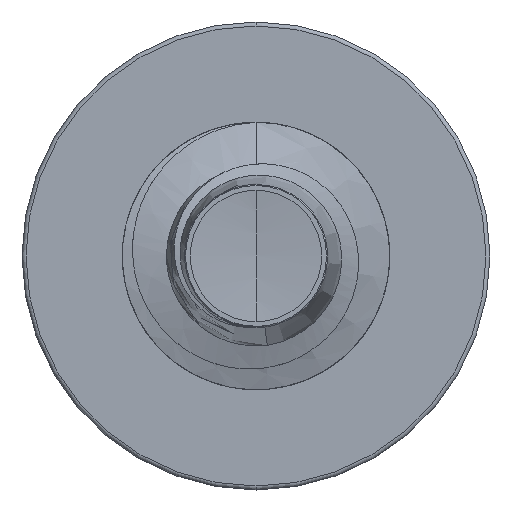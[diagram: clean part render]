
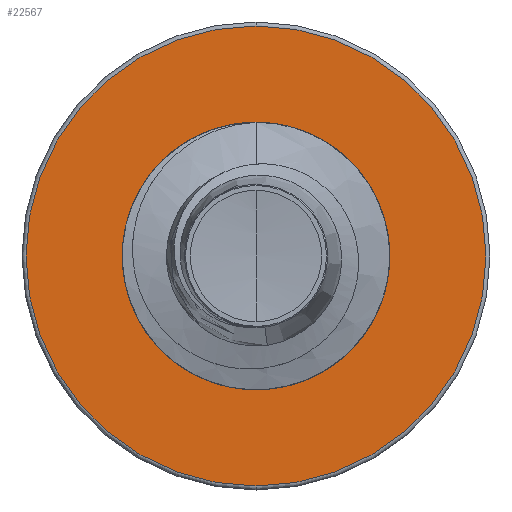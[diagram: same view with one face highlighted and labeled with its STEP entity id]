
A CAD part, front view. The second image highlights one B-rep face of the part: STEP entity #22567.
In plain terms, the highlighted planar face has unit normal (0, -1, 0).
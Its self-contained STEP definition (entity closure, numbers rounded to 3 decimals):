
#39 = EDGE_LOOP ( 'NONE', ( #19301, #19570 ) ) ;
#107 = AXIS2_PLACEMENT_3D ( 'NONE', #1517, #1469, #1428 ) ;
#182 = EDGE_CURVE ( 'NONE', #27123, #2027, #27762, .T. ) ;
#837 = CARTESIAN_POINT ( 'NONE',  ( 0., 27.5, 5.16 ) ) ;
#976 = AXIS2_PLACEMENT_3D ( 'NONE', #6555, #6502, #6470 ) ;
#1428 = DIRECTION ( 'NONE',  ( 0., 0., 1. ) ) ;
#1469 = DIRECTION ( 'NONE',  ( 0., 1., 0. ) ) ;
#1517 = CARTESIAN_POINT ( 'NONE',  ( 0., 27.5, 0. ) ) ;
#1892 = EDGE_CURVE ( 'NONE', #24151, #18948, #14483, .T. ) ;
#2027 = VERTEX_POINT ( 'NONE', #837 ) ;
#5853 = CARTESIAN_POINT ( 'NONE',  ( 0., 27.5, -2.842 ) ) ;
#6470 = DIRECTION ( 'NONE',  ( 0., 0., 1. ) ) ;
#6502 = DIRECTION ( 'NONE',  ( 0., 1., 0. ) ) ;
#6555 = CARTESIAN_POINT ( 'NONE',  ( 0., 27.5, 0. ) ) ;
#7125 = DIRECTION ( 'NONE',  ( 0., 0., 1. ) ) ;
#7457 = EDGE_LOOP ( 'NONE', ( #22568, #26728 ) ) ;
#8441 = EDGE_CURVE ( 'NONE', #18948, #24151, #20946, .T. ) ;
#10463 = DIRECTION ( 'NONE',  ( 0., 1., 0. ) ) ;
#11134 = DIRECTION ( 'NONE',  ( 0., 0., 1. ) ) ;
#11168 = DIRECTION ( 'NONE',  ( 0., 1., 0. ) ) ;
#11206 = CARTESIAN_POINT ( 'NONE',  ( 0., 27.5, 0. ) ) ;
#12407 = EDGE_CURVE ( 'NONE', #2027, #27123, #23578, .T. ) ;
#14004 = CARTESIAN_POINT ( 'NONE',  ( 0., 27.5, 0. ) ) ;
#14483 = CIRCLE ( 'NONE', #107, 2.842 ) ;
#15810 = DIRECTION ( 'NONE',  ( 0., 0., 1. ) ) ;
#15840 = DIRECTION ( 'NONE',  ( 0., 1., 0. ) ) ;
#16163 = PLANE ( 'NONE',  #16335 ) ;
#16293 = CARTESIAN_POINT ( 'NONE',  ( 0., 27.5, -2.842 ) ) ;
#16335 = AXIS2_PLACEMENT_3D ( 'NONE', #16293, #15840, #15810 ) ;
#16812 = FACE_OUTER_BOUND ( 'NONE', #39, .T. ) ;
#18041 = CARTESIAN_POINT ( 'NONE',  ( 0., 27.5, 2.842 ) ) ;
#18284 = CARTESIAN_POINT ( 'NONE',  ( 0., 27.5, -5.16 ) ) ;
#18948 = VERTEX_POINT ( 'NONE', #5853 ) ;
#19301 = ORIENTED_EDGE ( 'NONE', *, *, #12407, .F. ) ;
#19570 = ORIENTED_EDGE ( 'NONE', *, *, #182, .F. ) ;
#20086 = AXIS2_PLACEMENT_3D ( 'NONE', #11206, #11168, #11134 ) ;
#20946 = CIRCLE ( 'NONE', #20086, 2.842 ) ;
#21931 = FACE_BOUND ( 'NONE', #7457, .T. ) ;
#22568 = ORIENTED_EDGE ( 'NONE', *, *, #1892, .T. ) ;
#22567 = ADVANCED_FACE ( 'NONE', ( #16812, #21931 ), #16163, .F. ) ;
#23578 = CIRCLE ( 'NONE', #976, 5.16 ) ;
#24151 = VERTEX_POINT ( 'NONE', #18041 ) ;
#26728 = ORIENTED_EDGE ( 'NONE', *, *, #8441, .T. ) ;
#27123 = VERTEX_POINT ( 'NONE', #18284 ) ;
#27762 = CIRCLE ( 'NONE', #27826, 5.16 ) ;
#27826 = AXIS2_PLACEMENT_3D ( 'NONE', #14004, #10463, #7125 ) ;
